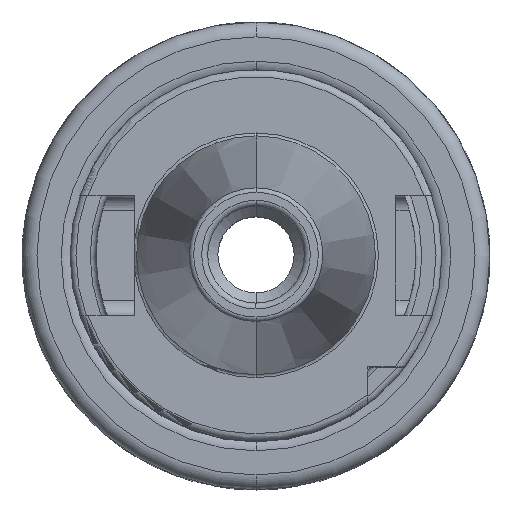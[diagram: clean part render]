
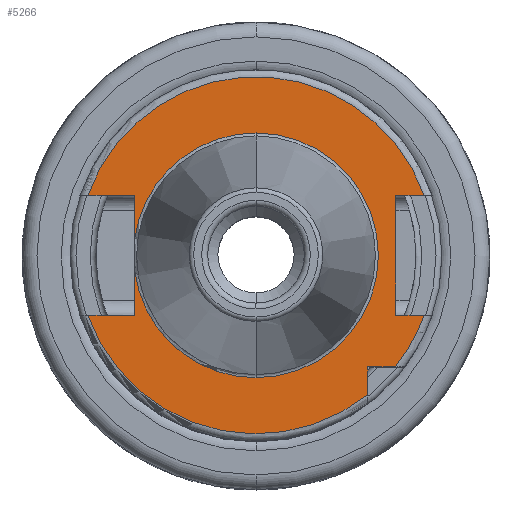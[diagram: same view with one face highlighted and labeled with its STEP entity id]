
A CAD part, top view. The second image highlights one B-rep face of the part: STEP entity #5266.
In plain terms, the highlighted planar face has unit normal (0, 0, 1).
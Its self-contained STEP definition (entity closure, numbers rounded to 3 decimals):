
#336=DIRECTION('',(1,0,0));
#337=VECTOR('',#336,6.31);
#338=CARTESIAN_POINT('',(-22.61,-8.05,15.9));
#339=LINE('',#338,#337);
#340=DIRECTION('',(0,1,0));
#341=VECTOR('',#340,5.834);
#342=CARTESIAN_POINT('',(-16.3,-8.05,15.9));
#343=LINE('',#342,#341);
#344=DIRECTION('',(0,1,0));
#345=VECTOR('',#344,5.834);
#346=CARTESIAN_POINT('',(-16.3,2.216,15.9));
#347=LINE('',#346,#345);
#348=DIRECTION('',(1,0,0));
#349=VECTOR('',#348,6.31);
#350=CARTESIAN_POINT('',(-22.61,8.05,15.9));
#351=LINE('',#350,#349);
#352=DIRECTION('',(-1,0,0));
#353=VECTOR('',#352,3.81);
#354=CARTESIAN_POINT('',(22.61,8.05,15.9));
#355=LINE('',#354,#353);
#356=DIRECTION('',(0,-1,0));
#357=VECTOR('',#356,16.1);
#358=CARTESIAN_POINT('',(18.8,8.05,15.9));
#359=LINE('',#358,#357);
#360=DIRECTION('',(-1,0,0));
#361=VECTOR('',#360,3.81);
#362=CARTESIAN_POINT('',(22.61,-8.05,15.9));
#363=LINE('',#362,#361);
#364=CARTESIAN_POINT('',(0,0,15.9));
#365=DIRECTION('',(0,0,1));
#366=DIRECTION('',(0.781,-0.625,0));
#367=AXIS2_PLACEMENT_3D('',#364,#365,#366);
#369=DIRECTION('',(-1,0,0));
#370=VECTOR('',#369,3.735);
#371=CARTESIAN_POINT('',(18.735,-15,15.9));
#372=LINE('',#371,#370);
#373=DIRECTION('',(0,1,0));
#374=VECTOR('',#373,3.735);
#375=CARTESIAN_POINT('',(15,-18.735,15.9));
#376=LINE('',#375,#374);
#491=CARTESIAN_POINT('',(0,0,15.9));
#492=DIRECTION('',(0,0,1));
#493=DIRECTION('',(0.942,0.335,0));
#494=AXIS2_PLACEMENT_3D('',#491,#492,#493);
#542=CARTESIAN_POINT('',(0,0,15.9));
#543=DIRECTION('',(0,0,1));
#544=DIRECTION('',(-0.942,-0.335,0));
#545=AXIS2_PLACEMENT_3D('',#542,#543,#544);
#966=CARTESIAN_POINT('',(0,0,15.9));
#967=DIRECTION('',(0,0,1));
#968=DIRECTION('',(0,1,0));
#969=AXIS2_PLACEMENT_3D('',#966,#967,#968);
#981=CARTESIAN_POINT('',(0,0,15.9));
#982=DIRECTION('',(0,0,1));
#983=DIRECTION('',(-0.991,-0.135,0));
#984=AXIS2_PLACEMENT_3D('',#981,#982,#983);
#986=CARTESIAN_POINT('',(0,0,15.9));
#987=DIRECTION('',(0,0,-1));
#988=DIRECTION('',(0,1,0));
#989=AXIS2_PLACEMENT_3D('',#986,#987,#988);
#4097=CARTESIAN_POINT('',(0,16.45,15.9));
#4099=VERTEX_POINT('',#4097);
#4119=CARTESIAN_POINT('',(0,-16.45,15.9));
#4121=VERTEX_POINT('',#4119);
#4209=CARTESIAN_POINT('',(-22.61,-8.05,15.9));
#4210=CARTESIAN_POINT('',(-16.3,-8.05,15.9));
#4211=VERTEX_POINT('',#4209);
#4212=VERTEX_POINT('',#4210);
#4213=CARTESIAN_POINT('',(-16.3,-2.216,15.9));
#4214=VERTEX_POINT('',#4213);
#4215=CARTESIAN_POINT('',(-16.3,2.216,15.9));
#4216=CARTESIAN_POINT('',(-16.3,8.05,15.9));
#4217=VERTEX_POINT('',#4215);
#4218=VERTEX_POINT('',#4216);
#4219=CARTESIAN_POINT('',(-22.61,8.05,15.9));
#4220=VERTEX_POINT('',#4219);
#4221=CARTESIAN_POINT('',(18.8,8.05,15.9));
#4222=CARTESIAN_POINT('',(18.8,-8.05,15.9));
#4223=VERTEX_POINT('',#4221);
#4224=VERTEX_POINT('',#4222);
#4225=CARTESIAN_POINT('',(22.61,-8.05,15.9));
#4226=VERTEX_POINT('',#4225);
#4227=CARTESIAN_POINT('',(22.61,8.05,15.9));
#4228=VERTEX_POINT('',#4227);
#4229=CARTESIAN_POINT('',(15,-18.735,15.9));
#4230=CARTESIAN_POINT('',(15,-15,15.9));
#4231=VERTEX_POINT('',#4229);
#4232=VERTEX_POINT('',#4230);
#4233=CARTESIAN_POINT('',(18.735,-15,15.9));
#4234=VERTEX_POINT('',#4233);
#5232=CARTESIAN_POINT('',(0,0,15.9));
#5233=DIRECTION('',(0,0,-1));
#5234=DIRECTION('',(0,-1,0));
#5235=AXIS2_PLACEMENT_3D('',#5232,#5233,#5234);
#5236=PLANE('',#5235);
#5238=ORIENTED_EDGE('',*,*,#5237,.T.);
#5240=ORIENTED_EDGE('',*,*,#5239,.T.);
#5242=ORIENTED_EDGE('',*,*,#5241,.T.);
#5244=ORIENTED_EDGE('',*,*,#5243,.F.);
#5246=ORIENTED_EDGE('',*,*,#5245,.T.);
#5248=ORIENTED_EDGE('',*,*,#5247,.T.);
#5250=ORIENTED_EDGE('',*,*,#5249,.F.);
#5252=ORIENTED_EDGE('',*,*,#5251,.F.);
#5253=ORIENTED_EDGE('',*,*,#5037,.T.);
#5254=ORIENTED_EDGE('',*,*,#5097,.T.);
#5255=ORIENTED_EDGE('',*,*,#4839,.F.);
#5257=ORIENTED_EDGE('',*,*,#5256,.F.);
#5259=ORIENTED_EDGE('',*,*,#5258,.T.);
#5261=ORIENTED_EDGE('',*,*,#5260,.F.);
#5263=ORIENTED_EDGE('',*,*,#5262,.F.);
#5264=EDGE_LOOP('',(#5238,#5240,#5242,#5244,#5246,#5248,#5250,#5252,#5253,#5254,
#5255,#5257,#5259,#5261,#5263));
#5265=FACE_OUTER_BOUND('',#5264,.F.);
#5266=ADVANCED_FACE('',(#5265),#5236,.F.);
#368=CIRCLE('',#367,24);
#495=CIRCLE('',#494,24);
#546=CIRCLE('',#545,24);
#970=CIRCLE('',#969,16.45);
#985=CIRCLE('',#984,16.45);
#990=CIRCLE('',#989,16.45);
#4839=EDGE_CURVE('',#4226,#4224,#363,.T.);
#5037=EDGE_CURVE('',#4228,#4223,#355,.T.);
#5097=EDGE_CURVE('',#4223,#4224,#359,.T.);
#5237=EDGE_CURVE('',#4211,#4212,#339,.T.);
#5239=EDGE_CURVE('',#4212,#4214,#343,.T.);
#5241=EDGE_CURVE('',#4214,#4121,#985,.T.);
#5243=EDGE_CURVE('',#4099,#4121,#990,.T.);
#5245=EDGE_CURVE('',#4099,#4217,#970,.T.);
#5247=EDGE_CURVE('',#4217,#4218,#347,.T.);
#5249=EDGE_CURVE('',#4220,#4218,#351,.T.);
#5251=EDGE_CURVE('',#4228,#4220,#495,.T.);
#5256=EDGE_CURVE('',#4234,#4226,#368,.T.);
#5258=EDGE_CURVE('',#4234,#4232,#372,.T.);
#5260=EDGE_CURVE('',#4231,#4232,#376,.T.);
#5262=EDGE_CURVE('',#4211,#4231,#546,.T.);
